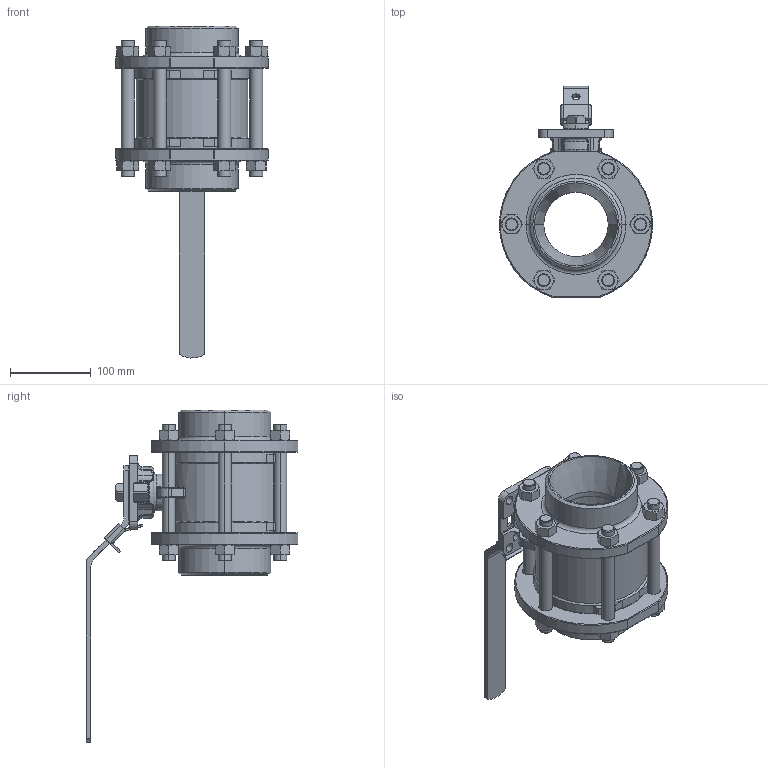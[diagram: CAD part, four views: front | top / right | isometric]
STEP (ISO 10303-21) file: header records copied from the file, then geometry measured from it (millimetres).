
FILE_DESCRIPTION (( 'STEP AP214' ), '1' );
FILE_NAME ('ZL9BK2K.STEP', '2010-09-29T05:53:51', ( 'Hsu22' ), ( 'Hollings' ), 'SwSTEP 2.0', 'SolidWorks 2008', '' );
FILE_SCHEMA (( 'AUTOMOTIVE_DESIGN' ));
Length unit declared in the file: millimetre
Products named in the file (7): SAL9T10TWJACX1_預設; SBL9BK2KBEX0_預設; SHJ0L9T10J0_預設; SDDL9T10IA3_預設; YSDM16-170_預設; YNM16_預設; ZL9BK2K
Assembly tree (23 placements, depth 2):
  ZL9BK2K
    YNM16_預設  x12
    SBL9BK2KBEX0_預設  x2
    SAL9T10TWJACX1_預設
    YSDM16-170_預設  x6
    SHJ0L9T10J0_預設
    SDDL9T10IA3_預設
Bounding box: 190 x 263 x 412.4 mm (x, y, z)
Volume: 1711619.1 mm3; surface area: 410656.3 mm2
Topology: 23 solids, 23 shells, 856 faces, 2029 edges, 1194 vertices
Faces by surface type: cylinder 262, plane 245, cone 215, torus 60, bspline 42, sphere 32
Entity records: 18236 total; most frequent: CARTESIAN_POINT 6133, DIRECTION 2604, ORIENTED_EDGE 2442, EDGE_CURVE 1221, AXIS2_PLACEMENT_3D 1068, VERTEX_POINT 741, CIRCLE 589, EDGE_LOOP 548
